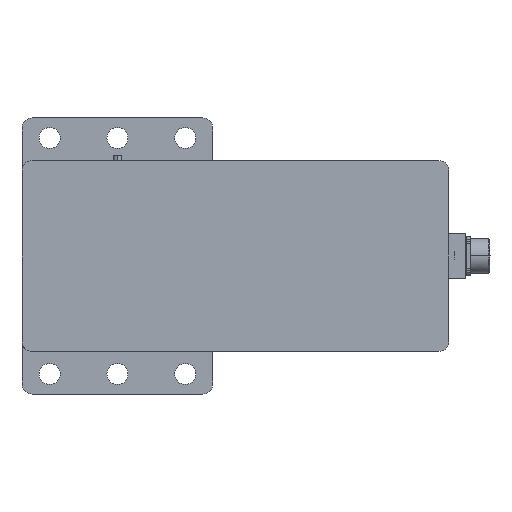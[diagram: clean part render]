
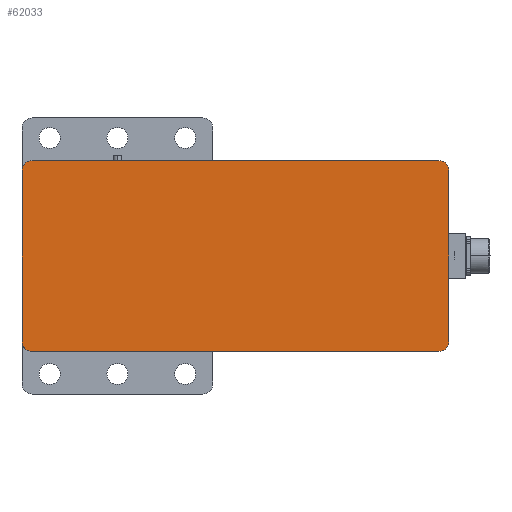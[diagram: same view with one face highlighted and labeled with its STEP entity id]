
A CAD part, front view. The second image highlights one B-rep face of the part: STEP entity #62033.
In plain terms, the highlighted face is planar.
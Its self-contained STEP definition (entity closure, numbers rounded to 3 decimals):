
#209 = DIRECTION ( 'NONE',  ( 1., 0., 0. ) ) ;
#918 = AXIS2_PLACEMENT_3D ( 'NONE', #20898, #16332, #11449 ) ;
#1008 = CARTESIAN_POINT ( 'NONE',  ( -85.05, 85.05, -239. ) ) ;
#2331 = ORIENTED_EDGE ( 'NONE', *, *, #31197, .T. ) ;
#6593 = DIRECTION ( 'NONE',  ( -1., 0., 0. ) ) ;
#7129 = PLANE ( 'NONE',  #48040 ) ;
#7596 = ORIENTED_EDGE ( 'NONE', *, *, #46258, .T. ) ;
#8613 = VERTEX_POINT ( 'NONE', #60795 ) ;
#8690 = LINE ( 'NONE', #65416, #59610 ) ;
#9304 = CARTESIAN_POINT ( 'NONE',  ( 85.05, 85.05, -239. ) ) ;
#11354 = EDGE_CURVE ( 'NONE', #49806, #61998, #34514, .T. ) ;
#11449 = DIRECTION ( 'NONE',  ( -1., 0., 0. ) ) ;
#12363 = DIRECTION ( 'NONE',  ( -1., 0., 0. ) ) ;
#12664 = CARTESIAN_POINT ( 'NONE',  ( -85.05, 95.05, -239. ) ) ;
#14720 = EDGE_CURVE ( 'NONE', #61998, #8613, #32181, .T. ) ;
#16332 = DIRECTION ( 'NONE',  ( 0., 0., -1. ) ) ;
#17001 = DIRECTION ( 'NONE',  ( 0., 0., -1. ) ) ;
#19314 = CARTESIAN_POINT ( 'NONE',  ( 85.05, -320.05, -239. ) ) ;
#20293 = ORIENTED_EDGE ( 'NONE', *, *, #14720, .T. ) ;
#20898 = CARTESIAN_POINT ( 'NONE',  ( -85.05, -320.05, -239. ) ) ;
#21479 = CARTESIAN_POINT ( 'NONE',  ( 95.05, 85.05, -239. ) ) ;
#22034 = CIRCLE ( 'NONE', #918, 10. ) ;
#22840 = DIRECTION ( 'NONE',  ( 0., 0., -1. ) ) ;
#23826 = VERTEX_POINT ( 'NONE', #24089 ) ;
#24089 = CARTESIAN_POINT ( 'NONE',  ( 85.05, -330.05, -239. ) ) ;
#24822 = EDGE_CURVE ( 'NONE', #23826, #31300, #33099, .T. ) ;
#25357 = VERTEX_POINT ( 'NONE', #58641 ) ;
#26185 = VECTOR ( 'NONE', #6593, 1000. ) ;
#28471 = CIRCLE ( 'NONE', #55085, 10. ) ;
#30580 = DIRECTION ( 'NONE',  ( 0., 0., -1. ) ) ;
#30756 = ORIENTED_EDGE ( 'NONE', *, *, #11354, .T. ) ;
#31197 = EDGE_CURVE ( 'NONE', #58075, #49806, #52711, .T. ) ;
#31300 = VERTEX_POINT ( 'NONE', #40070 ) ;
#31846 = CARTESIAN_POINT ( 'NONE',  ( 95.05, 95.05, -239. ) ) ;
#32181 = LINE ( 'NONE', #31846, #61233 ) ;
#32292 = AXIS2_PLACEMENT_3D ( 'NONE', #9304, #30580, #61173 ) ;
#33099 = LINE ( 'NONE', #54257, #26185 ) ;
#33851 = EDGE_CURVE ( 'NONE', #54967, #58075, #28471, .T. ) ;
#34514 = CIRCLE ( 'NONE', #32292, 10. ) ;
#36520 = EDGE_CURVE ( 'NONE', #25357, #54967, #8690, .T. ) ;
#36749 = ORIENTED_EDGE ( 'NONE', *, *, #24822, .T. ) ;
#38140 = CARTESIAN_POINT ( 'NONE',  ( 0., 0., -239. ) ) ;
#39000 = DIRECTION ( 'NONE',  ( 0., 1., 0. ) ) ;
#40070 = CARTESIAN_POINT ( 'NONE',  ( -85.05, -330.05, -239. ) ) ;
#42232 = EDGE_LOOP ( 'NONE', ( #49380, #46974, #2331, #30756, #20293, #61648, #36749, #7596 ) ) ;
#42849 = VECTOR ( 'NONE', #209, 1000. ) ;
#46258 = EDGE_CURVE ( 'NONE', #31300, #25357, #22034, .T. ) ;
#46974 = ORIENTED_EDGE ( 'NONE', *, *, #33851, .T. ) ;
#48040 = AXIS2_PLACEMENT_3D ( 'NONE', #38140, #22840, #12363 ) ;
#49380 = ORIENTED_EDGE ( 'NONE', *, *, #36520, .T. ) ;
#49806 = VERTEX_POINT ( 'NONE', #62982 ) ;
#50714 = DIRECTION ( 'NONE',  ( -1., 0., 0. ) ) ;
#51296 = CIRCLE ( 'NONE', #53486, 10. ) ;
#52375 = CARTESIAN_POINT ( 'NONE',  ( -95.05, 95.05, -239. ) ) ;
#52711 = LINE ( 'NONE', #52375, #42849 ) ;
#53001 = DIRECTION ( 'NONE',  ( 0., -1., 0. ) ) ;
#53486 = AXIS2_PLACEMENT_3D ( 'NONE', #19314, #65938, #60725 ) ;
#54257 = CARTESIAN_POINT ( 'NONE',  ( 95.05, -330.05, -239. ) ) ;
#54795 = FACE_OUTER_BOUND ( 'NONE', #42232, .T. ) ;
#54967 = VERTEX_POINT ( 'NONE', #57439 ) ;
#55085 = AXIS2_PLACEMENT_3D ( 'NONE', #1008, #17001, #50714 ) ;
#57439 = CARTESIAN_POINT ( 'NONE',  ( -95.05, 85.05, -239. ) ) ;
#58075 = VERTEX_POINT ( 'NONE', #12664 ) ;
#58641 = CARTESIAN_POINT ( 'NONE',  ( -95.05, -320.05, -239. ) ) ;
#59610 = VECTOR ( 'NONE', #39000, 1000. ) ;
#60725 = DIRECTION ( 'NONE',  ( -1., 0., 0. ) ) ;
#60795 = CARTESIAN_POINT ( 'NONE',  ( 95.05, -320.05, -239. ) ) ;
#61173 = DIRECTION ( 'NONE',  ( -1., 0., 0. ) ) ;
#61233 = VECTOR ( 'NONE', #53001, 1000. ) ;
#61648 = ORIENTED_EDGE ( 'NONE', *, *, #63221, .T. ) ;
#61998 = VERTEX_POINT ( 'NONE', #21479 ) ;
#62033 = ADVANCED_FACE ( 'NONE', ( #54795 ), #7129, .T. ) ;
#62982 = CARTESIAN_POINT ( 'NONE',  ( 85.05, 95.05, -239. ) ) ;
#63221 = EDGE_CURVE ( 'NONE', #8613, #23826, #51296, .T. ) ;
#65416 = CARTESIAN_POINT ( 'NONE',  ( -95.05, -330.05, -239. ) ) ;
#65938 = DIRECTION ( 'NONE',  ( 0., 0., -1. ) ) ;
